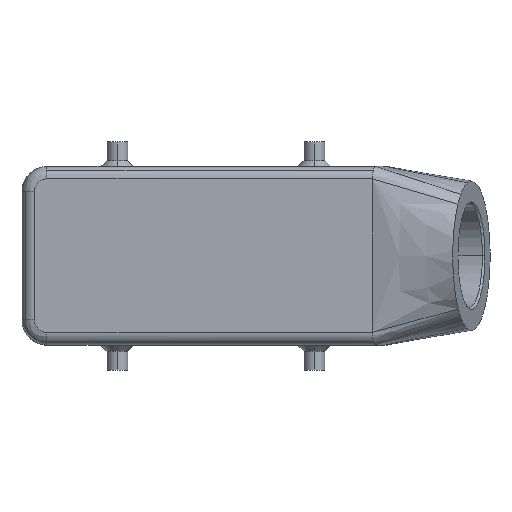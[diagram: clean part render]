
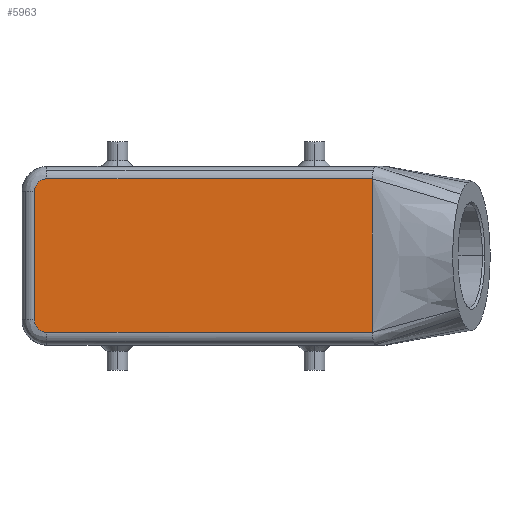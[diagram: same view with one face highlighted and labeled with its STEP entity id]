
A CAD part, top view. The second image highlights one B-rep face of the part: STEP entity #5963.
In plain terms, the highlighted planar face has unit normal (0, 0, 1).
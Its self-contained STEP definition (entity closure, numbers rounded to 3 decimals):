
#4053=CARTESIAN_POINT('',(-43.75,-15.5,63.));
#4054=VERTEX_POINT('',#4053);
#4062=CARTESIAN_POINT('',(-43.75,15.5,63.));
#4063=VERTEX_POINT('',#4062);
#4064=CARTESIAN_POINT('',(-43.75,-15.5,63.));
#4065=DIRECTION('',(0.0,1.0,0.0));
#4066=VECTOR('',#4065,31.);
#4067=LINE('',#4064,#4066);
#4068=EDGE_CURVE('',#4054,#4063,#4067,.T.);
#5330=CARTESIAN_POINT('',(37.75,18.5,63.));
#5331=VERTEX_POINT('',#5330);
#5399=CARTESIAN_POINT('',(37.75,-17.997,63.));
#5400=VERTEX_POINT('',#5399);
#5401=CARTESIAN_POINT('',(37.75,-17.997,63.));
#5402=DIRECTION('',(0.0,1.0,0.0));
#5403=VECTOR('',#5402,36.497);
#5404=LINE('',#5401,#5403);
#5405=EDGE_CURVE('',#5400,#5331,#5404,.T.);
#5407=CARTESIAN_POINT('',(37.75,-18.5,63.));
#5408=VERTEX_POINT('',#5407);
#5409=CARTESIAN_POINT('',(37.75,-18.5,63.));
#5410=DIRECTION('',(0.0,1.0,0.0));
#5411=VECTOR('',#5410,0.503);
#5412=LINE('',#5409,#5411);
#5413=EDGE_CURVE('',#5408,#5400,#5412,.T.);
#5722=CARTESIAN_POINT('',(-40.75,-18.5,63.0));
#5723=VERTEX_POINT('',#5722);
#5724=CARTESIAN_POINT('',(37.75,-18.5,63.));
#5725=DIRECTION('',(-1.0,0.0,0.0));
#5726=VECTOR('',#5725,78.5);
#5727=LINE('',#5724,#5726);
#5728=EDGE_CURVE('',#5408,#5723,#5727,.T.);
#5813=CARTESIAN_POINT('',(-40.75,-15.5,63.));
#5814=DIRECTION('',(0.,0.,-1.0));
#5815=DIRECTION('',(-0.707,-0.707,0.));
#5816=AXIS2_PLACEMENT_3D('',#5813,#5814,#5815);
#5817=CIRCLE('',#5816,3.0);
#5818=EDGE_CURVE('',#5723,#4054,#5817,.T.);
#5901=CARTESIAN_POINT('',(-40.75,18.5,63.));
#5902=VERTEX_POINT('',#5901);
#5921=CARTESIAN_POINT('',(-40.75,15.5,63.));
#5922=DIRECTION('',(0.,0.,-1.0));
#5923=DIRECTION('',(-0.707,0.707,0.));
#5924=AXIS2_PLACEMENT_3D('',#5921,#5922,#5923);
#5925=CIRCLE('',#5924,3.0);
#5926=EDGE_CURVE('',#4063,#5902,#5925,.T.);
#5938=CARTESIAN_POINT('',(-40.75,18.5,63.));
#5939=DIRECTION('',(1.0,0.0,0.0));
#5940=VECTOR('',#5939,78.5);
#5941=LINE('',#5938,#5940);
#5942=EDGE_CURVE('',#5902,#5331,#5941,.T.);
#5949=CARTESIAN_POINT('',(37.75,0.0,63.));
#5950=DIRECTION('',(0.0,0.0,1.0));
#5951=DIRECTION('',(1.0,0.0,0.0));
#5952=AXIS2_PLACEMENT_3D('',#5949,#5950,#5951);
#5953=PLANE('',#5952);
#5954=ORIENTED_EDGE('',*,*,#5942,.F.);
#5955=ORIENTED_EDGE('',*,*,#5926,.F.);
#5956=ORIENTED_EDGE('',*,*,#4068,.F.);
#5957=ORIENTED_EDGE('',*,*,#5818,.F.);
#5958=ORIENTED_EDGE('',*,*,#5728,.F.);
#5959=ORIENTED_EDGE('',*,*,#5413,.T.);
#5960=ORIENTED_EDGE('',*,*,#5405,.T.);
#5961=EDGE_LOOP('',(#5954,#5955,#5956,#5957,#5958,#5959,#5960));
#5962=FACE_OUTER_BOUND('',#5961,.T.);
#5963=ADVANCED_FACE('',(#5962),#5953,.T.);
